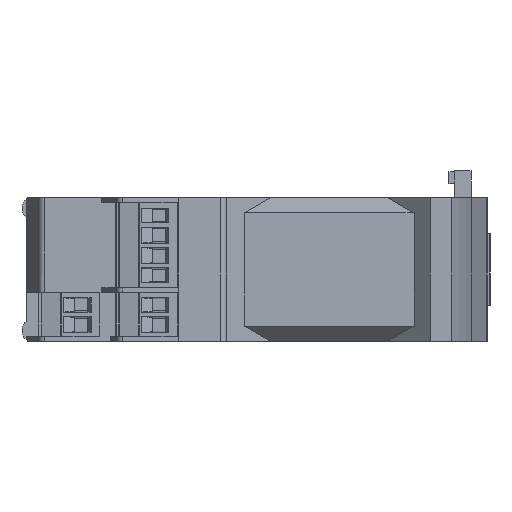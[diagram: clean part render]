
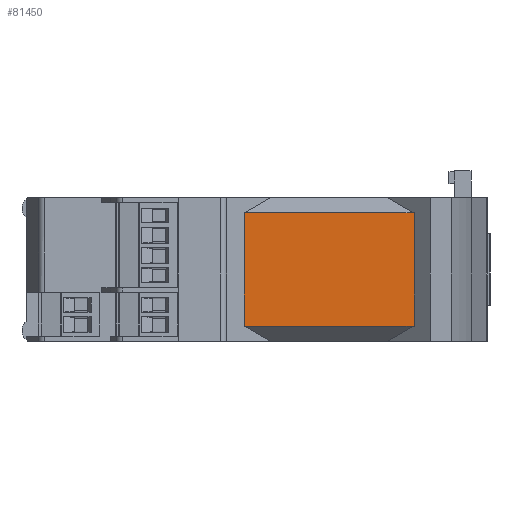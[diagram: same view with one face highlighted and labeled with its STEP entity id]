
A CAD part, left-side view. The second image highlights one B-rep face of the part: STEP entity #81450.
In plain terms, the highlighted face is planar.
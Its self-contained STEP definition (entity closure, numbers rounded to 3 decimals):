
#19170=CARTESIAN_POINT('',(42.55,7.5,-59.));
#19180=DIRECTION('',(0.,0.,1.));
#19190=VECTOR('',#19180,1.);
#19200=LINE('',#19170,#19190);
#19210=CARTESIAN_POINT('',(42.55,7.5,
-64.047));
#19220=VERTEX_POINT('',#19210);
#19230=CARTESIAN_POINT('',(42.55,7.5,
-36.353));
#19240=VERTEX_POINT('',#19230);
#19250=EDGE_CURVE('',#19220,#19240,#19200,.T.);
#80930=CARTESIAN_POINT('',(42.55,49.1,
-64.047));
#80940=VERTEX_POINT('',#80930);
#81060=CARTESIAN_POINT('',(42.55,-24.5,
-64.047));
#81070=DIRECTION('',(0.,1.,0.));
#81080=VECTOR('',#81070,1.);
#81090=LINE('',#81060,#81080);
#81100=EDGE_CURVE('',#19220,#80940,#81090,.T.);
#81220=CARTESIAN_POINT('',(42.55,49.1,-67.8));
#81230=DIRECTION('',(1.,0.,-0.));
#81240=DIRECTION('',(0.,1.,0.));
#81250=AXIS2_PLACEMENT_3D('',#81220,#81230,#81240);
#81260=PLANE('',#81250);
#81270=ORIENTED_EDGE('',*,*,#19250,.F.);
#81280=CARTESIAN_POINT('',(42.55,-12.5,
-36.353));
#81290=DIRECTION('',(0.,-1.,0.));
#81300=VECTOR('',#81290,1.);
#81310=LINE('',#81280,#81300);
#81320=CARTESIAN_POINT('',(42.55,49.1,
-36.353));
#81330=VERTEX_POINT('',#81320);
#81340=EDGE_CURVE('',#81330,#19240,#81310,.T.);
#81350=ORIENTED_EDGE('',*,*,#81340,.T.);
#81360=CARTESIAN_POINT('',(42.55,49.1,-59.));
#81370=DIRECTION('',(0.,0.,1.));
#81380=VECTOR('',#81370,1.);
#81390=LINE('',#81360,#81380);
#81400=EDGE_CURVE('',#80940,#81330,#81390,.T.);
#81410=ORIENTED_EDGE('',*,*,#81400,.T.);
#81420=ORIENTED_EDGE('',*,*,#81100,.T.);
#81430=EDGE_LOOP('',(#81420,#81410,#81350,#81270));
#81440=FACE_OUTER_BOUND('',#81430,.T.);
#81450=ADVANCED_FACE('',(#81440),#81260,.T.);
